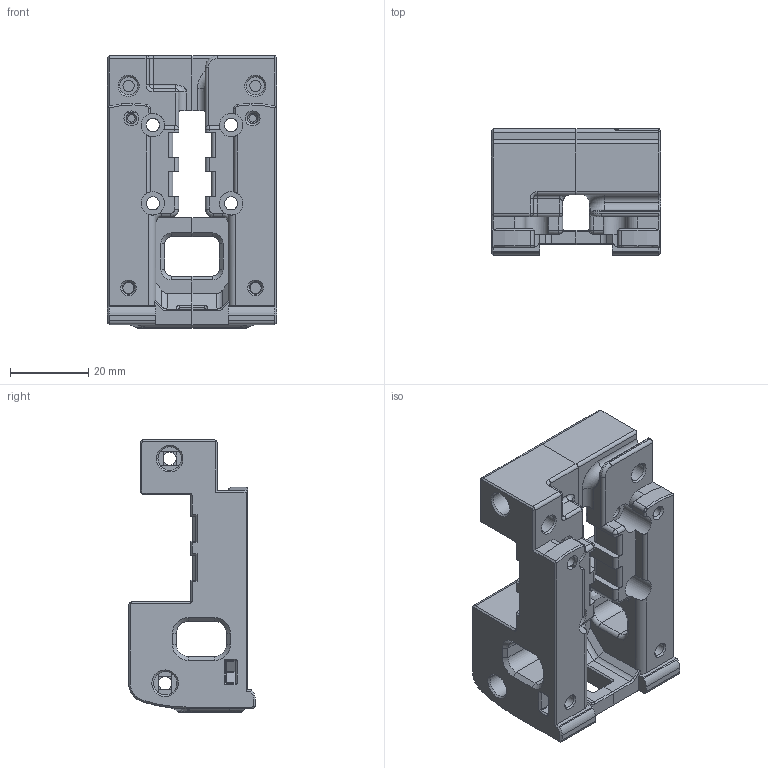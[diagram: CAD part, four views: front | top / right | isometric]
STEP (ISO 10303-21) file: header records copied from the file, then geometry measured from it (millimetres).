
FILE_DESCRIPTION(/* description */ (''),/* implementation_level */ '2;1');
FILE_NAME(/* name */ 'PCB_Klicky_M3Nut_Carriage.step',/* time_stamp */ '2025-04-16T23:04:44-05:00',/* author */ (''),/* organization */ (''),/* preprocessor_version */ 'ST-DEVELOPER v20.1',/* originating_system */ 'Autodesk Translation Framework v14.4.0.0',/* authorisation */ '');
FILE_SCHEMA (('AUTOMOTIVE_DESIGN { 1 0 10303 214 3 1 1 }'));
Length unit declared in the file: millimetre
Products named in the file (3): FusionComponent; Right_Klicky_SB; Left_Klicky_SB
Assembly tree (2 placements, depth 2):
  FusionComponent
    Right_Klicky_SB
    Left_Klicky_SB
Bounding box: 43.2 x 32.4 x 69.7 mm (x, y, z)
Volume: 42910.7 mm3; surface area: 18375.1 mm2
Topology: 2 solids, 2 shells, 739 faces, 1891 edges, 1162 vertices
Faces by surface type: plane 393, cylinder 189, cone 74, bspline 38, torus 27, sphere 18
Full cylindrical faces by diameter (mm): 1.8 x2, 2.7 x2, 2.8 x2, 2.9 x2, 3.1 x3, 3.2 x2, 3.4 x8, 4.6 x4, 6 x6
Entity records: 23678 total; most frequent: CARTESIAN_POINT 5670, ORIENTED_EDGE 3778, DIRECTION 3726, EDGE_CURVE 1889, AXIS2_PLACEMENT_3D 1247, LINE 1232, VECTOR 1232, VERTEX_POINT 1162
